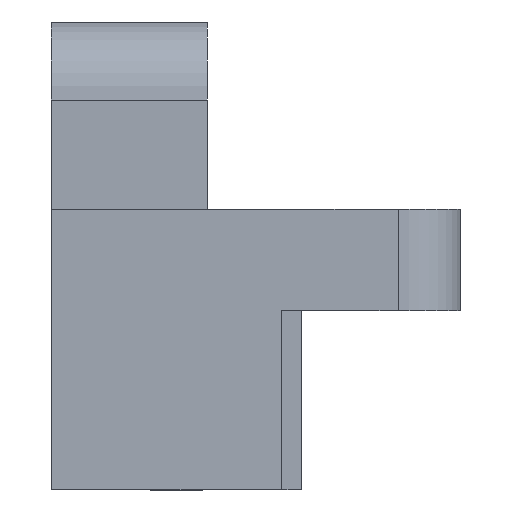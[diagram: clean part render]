
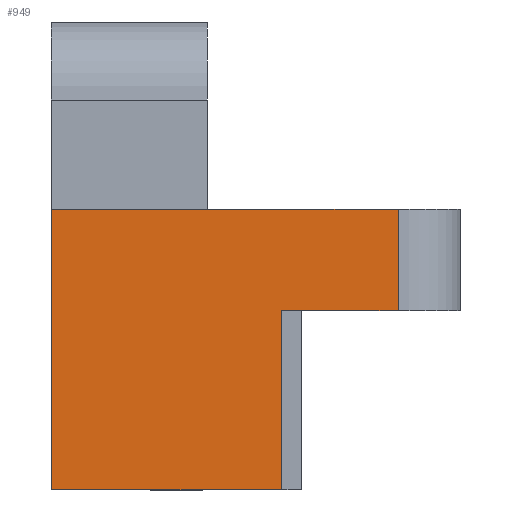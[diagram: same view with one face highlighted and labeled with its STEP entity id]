
A CAD part, front view. The second image highlights one B-rep face of the part: STEP entity #949.
In plain terms, the highlighted planar face has unit normal (0, -1, 0).
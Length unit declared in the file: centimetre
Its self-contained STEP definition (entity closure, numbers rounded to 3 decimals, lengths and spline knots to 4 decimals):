
#150=VERTEX_POINT('',#1292);
#152=VERTEX_POINT('',#1295);
#155=VERTEX_POINT('',#1303);
#157=VERTEX_POINT('',#1309);
#158=VERTEX_POINT('',#1311);
#159=VERTEX_POINT('',#1313);
#239=VECTOR('',#1075,1.);
#242=VECTOR('',#1081,1.);
#244=VECTOR('',#1086,1.);
#245=VECTOR('',#1087,1.);
#246=VECTOR('',#1088,1.);
#247=VECTOR('',#1089,1.);
#336=LINE('',#1294,#239);
#339=LINE('',#1302,#242);
#341=LINE('',#1308,#244);
#342=LINE('',#1310,#245);
#343=LINE('',#1312,#246);
#344=LINE('',#1314,#247);
#432=EDGE_CURVE('',#152,#150,#336,.T.);
#436=EDGE_CURVE('',#150,#155,#339,.T.);
#439=EDGE_CURVE('',#155,#157,#341,.T.);
#440=EDGE_CURVE('',#157,#158,#342,.T.);
#441=EDGE_CURVE('',#159,#158,#343,.T.);
#442=EDGE_CURVE('',#159,#152,#344,.T.);
#568=ORIENTED_EDGE('',*,*,#432,.T.);
#569=ORIENTED_EDGE('',*,*,#436,.T.);
#570=ORIENTED_EDGE('',*,*,#439,.T.);
#571=ORIENTED_EDGE('',*,*,#440,.T.);
#572=ORIENTED_EDGE('',*,*,#441,.F.);
#573=ORIENTED_EDGE('',*,*,#442,.T.);
#818=EDGE_LOOP('',(#568,#569,#570,#571,#572,#573));
#884=FACE_BOUND('',#818,.T.);
#949=ADVANCED_FACE('',(#884),#1629,.T.);
#1000=AXIS2_PLACEMENT_3D('',#1307,#1085,$);
#1075=DIRECTION('',(0.,0.,1.));
#1081=DIRECTION('',(1.,0.,0.));
#1085=DIRECTION('',(0.,-1.,0.));
#1086=DIRECTION('',(0.,0.,1.));
#1087=DIRECTION('',(-1.,0.,0.));
#1088=DIRECTION('',(0.,0.,1.));
#1089=DIRECTION('',(1.,0.,0.));
#1292=CARTESIAN_POINT('',(8.8839,-5.521,1.15));
#1294=CARTESIAN_POINT('',(8.8839,-5.521,0.));
#1295=CARTESIAN_POINT('',(8.8839,-5.521,0.));
#1302=CARTESIAN_POINT('',(8.9541,-5.521,1.15));
#1303=CARTESIAN_POINT('',(9.632,-5.521,1.15));
#1307=CARTESIAN_POINT('',(8.521,-5.521,0.));
#1308=CARTESIAN_POINT('',(9.632,-5.521,0.));
#1309=CARTESIAN_POINT('',(9.632,-5.521,1.8));
#1310=CARTESIAN_POINT('',(8.3655,-5.521,1.8));
#1311=CARTESIAN_POINT('',(7.41,-5.521,1.8));
#1312=CARTESIAN_POINT('',(7.41,-5.521,0.));
#1313=CARTESIAN_POINT('',(7.41,-5.521,0.));
#1314=CARTESIAN_POINT('',(7.41,-5.521,0.));
#1629=PLANE('',#1000);
